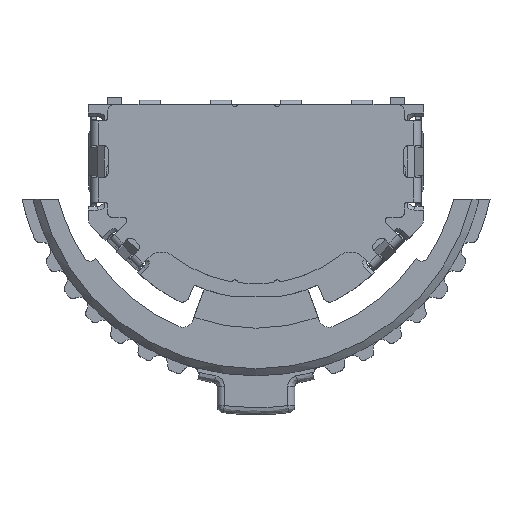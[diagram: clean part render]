
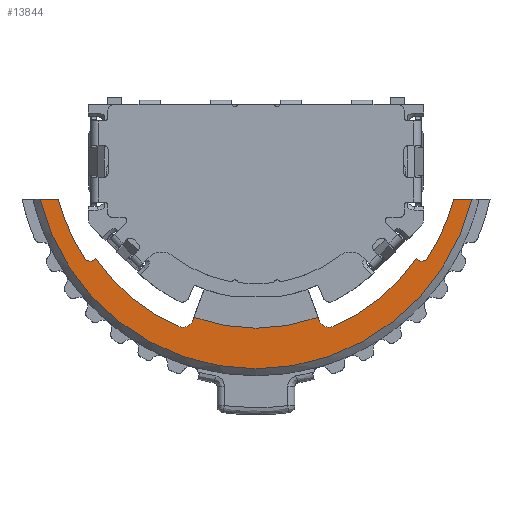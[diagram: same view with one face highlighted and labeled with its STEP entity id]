
A CAD part, top view. The second image highlights one B-rep face of the part: STEP entity #13844.
In plain terms, the highlighted planar face has unit normal (0, 0, 1).
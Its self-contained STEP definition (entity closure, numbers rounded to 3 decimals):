
#87 = CARTESIAN_POINT ( 'NONE',  ( -8.049, -1.262, -4.851 ) ) ;
#753 = ORIENTED_EDGE ( 'NONE', *, *, #19573, .T. ) ;
#780 = PLANE ( 'NONE',  #20513 ) ;
#1296 = CARTESIAN_POINT ( 'NONE',  ( 0., 0.712, -4.851 ) ) ;
#1324 = DIRECTION ( 'NONE',  ( 0., 1., 0. ) ) ;
#1423 = VERTEX_POINT ( 'NONE', #17854 ) ;
#1505 = EDGE_CURVE ( 'NONE', #16649, #24090, #17278, .T. ) ;
#1528 = VERTEX_POINT ( 'NONE', #4325 ) ;
#2427 = VERTEX_POINT ( 'NONE', #22504 ) ;
#2452 = EDGE_CURVE ( 'NONE', #4995, #6292, #15722, .T. ) ;
#3070 = EDGE_CURVE ( 'NONE', #10687, #19490, #13410, .T. ) ;
#3233 = DIRECTION ( 'NONE',  ( 0., 1., 0. ) ) ;
#3406 = ORIENTED_EDGE ( 'NONE', *, *, #4167, .F. ) ;
#3423 = CARTESIAN_POINT ( 'NONE',  ( 2.886, -5.997, -4.851 ) ) ;
#3489 = CARTESIAN_POINT ( 'NONE',  ( 5.982, -3.477, -4.851 ) ) ;
#3695 = ORIENTED_EDGE ( 'NONE', *, *, #22933, .T. ) ;
#4167 = EDGE_CURVE ( 'NONE', #10687, #5668, #22096, .T. ) ;
#4241 = CIRCLE ( 'NONE', #8719, 0.395 ) ;
#4325 = CARTESIAN_POINT ( 'NONE',  ( -8.051, -1.262, -4.851 ) ) ;
#4363 = CIRCLE ( 'NONE', #19461, 0.263 ) ;
#4510 = CARTESIAN_POINT ( 'NONE',  ( -6.404, -3.44, -4.851 ) ) ;
#4565 = CARTESIAN_POINT ( 'NONE',  ( -7.372, -1.262, -4.851 ) ) ;
#4722 = DIRECTION ( 'NONE',  ( 0., 0., 1. ) ) ;
#4820 = VECTOR ( 'NONE', #19532, 1000. ) ;
#4840 = CARTESIAN_POINT ( 'NONE',  ( 8.148, -1.262, -4.851 ) ) ;
#4995 = VERTEX_POINT ( 'NONE', #22207 ) ;
#5153 = ORIENTED_EDGE ( 'NONE', *, *, #9307, .F. ) ;
#5668 = VERTEX_POINT ( 'NONE', #27295 ) ;
#6292 = VERTEX_POINT ( 'NONE', #20285 ) ;
#6444 = VECTOR ( 'NONE', #10884, 1000. ) ;
#6527 = DIRECTION ( 'NONE',  ( -1., 0., 0. ) ) ;
#6548 = VECTOR ( 'NONE', #9419, 1000. ) ;
#6648 = VERTEX_POINT ( 'NONE', #3423 ) ;
#6649 = LINE ( 'NONE', #87, #7180 ) ;
#6676 = CARTESIAN_POINT ( 'NONE',  ( -6.007, -3.495, -4.851 ) ) ;
#7088 = CARTESIAN_POINT ( 'NONE',  ( -6.183, -3.296, -4.851 ) ) ;
#7105 = CARTESIAN_POINT ( 'NONE',  ( 0., 0.712, -4.851 ) ) ;
#7180 = VECTOR ( 'NONE', #6527, 1000. ) ;
#7391 = DIRECTION ( 'NONE',  ( 0., 1., 0. ) ) ;
#7455 = CARTESIAN_POINT ( 'NONE',  ( 2.73, -5.634, -4.851 ) ) ;
#7771 = CARTESIAN_POINT ( 'NONE',  ( -6.032, -3.512, -4.851 ) ) ;
#7908 = CARTESIAN_POINT ( 'NONE',  ( -2.73, -5.634, -4.851 ) ) ;
#8719 = AXIS2_PLACEMENT_3D ( 'NONE', #7455, #15769, #15900 ) ;
#8843 = LINE ( 'NONE', #19396, #4820 ) ;
#8907 = ORIENTED_EDGE ( 'NONE', *, *, #27369, .F. ) ;
#9307 = EDGE_CURVE ( 'NONE', #16649, #10099, #23829, .T. ) ;
#9419 = DIRECTION ( 'NONE',  ( -0.819, 0.574, 0. ) ) ;
#9717 = AXIS2_PLACEMENT_3D ( 'NONE', #25909, #27308, #15327 ) ;
#9785 = ORIENTED_EDGE ( 'NONE', *, *, #3070, .T. ) ;
#10089 = CIRCLE ( 'NONE', #10529, 7.632 ) ;
#10099 = VERTEX_POINT ( 'NONE', #17618 ) ;
#10259 = ORIENTED_EDGE ( 'NONE', *, *, #15159, .F. ) ;
#10529 = AXIS2_PLACEMENT_3D ( 'NONE', #19641, #17591, #24627 ) ;
#10687 = VERTEX_POINT ( 'NONE', #17952 ) ;
#10884 = DIRECTION ( 'NONE',  ( -0.819, -0.574, 0. ) ) ;
#11016 = EDGE_CURVE ( 'NONE', #26996, #24090, #4363, .T. ) ;
#11423 = CARTESIAN_POINT ( 'NONE',  ( -5.982, -3.477, -4.851 ) ) ;
#12198 = DIRECTION ( 'NONE',  ( 0., 1., 0. ) ) ;
#12392 = CARTESIAN_POINT ( 'NONE',  ( -2.147, -5.187, -4.851 ) ) ;
#12412 = CIRCLE ( 'NONE', #15486, 7.303 ) ;
#12591 = AXIS2_PLACEMENT_3D ( 'NONE', #1296, #26373, #12198 ) ;
#13045 = DIRECTION ( 'NONE',  ( 0., -1., 0. ) ) ;
#13211 = DIRECTION ( 'NONE',  ( 0., 1., 0. ) ) ;
#13363 = AXIS2_PLACEMENT_3D ( 'NONE', #7908, #22355, #1324 ) ;
#13410 = LINE ( 'NONE', #17894, #6548 ) ;
#13645 = CARTESIAN_POINT ( 'NONE',  ( 8.049, -1.262, -4.851 ) ) ;
#13844 = ADVANCED_FACE ( 'NONE', ( #23618 ), #780, .F. ) ;
#13870 = CARTESIAN_POINT ( 'NONE',  ( 0., 0.712, -4.851 ) ) ;
#14014 = EDGE_LOOP ( 'NONE', ( #25138, #3406, #9785, #15061, #10259, #22930, #23089, #3695, #24499, #5153, #21782, #18987, #8907, #753, #25930, #14324 ) ) ;
#14324 = ORIENTED_EDGE ( 'NONE', *, *, #2452, .T. ) ;
#15061 = ORIENTED_EDGE ( 'NONE', *, *, #17381, .F. ) ;
#15102 = DIRECTION ( 'NONE',  ( 0., 1., 0. ) ) ;
#15159 = EDGE_CURVE ( 'NONE', #15218, #6648, #4241, .T. ) ;
#15218 = VERTEX_POINT ( 'NONE', #22583 ) ;
#15327 = DIRECTION ( 'NONE',  ( 0., 1., 0. ) ) ;
#15486 = AXIS2_PLACEMENT_3D ( 'NONE', #13870, #15819, #20005 ) ;
#15585 = VECTOR ( 'NONE', #23222, 1000. ) ;
#15722 = LINE ( 'NONE', #13645, #27309 ) ;
#15769 = DIRECTION ( 'NONE',  ( 0., 0., 1. ) ) ;
#15819 = DIRECTION ( 'NONE',  ( 0., 0., 1. ) ) ;
#15900 = DIRECTION ( 'NONE',  ( 0., 1., 0. ) ) ;
#16075 = VERTEX_POINT ( 'NONE', #20773 ) ;
#16649 = VERTEX_POINT ( 'NONE', #11423 ) ;
#17053 = EDGE_CURVE ( 'NONE', #15218, #1423, #8843, .T. ) ;
#17278 = LINE ( 'NONE', #6676, #6444 ) ;
#17381 = EDGE_CURVE ( 'NONE', #6648, #19490, #12412, .T. ) ;
#17389 = DIRECTION ( 'NONE',  ( 0., 0., -1. ) ) ;
#17415 = CIRCLE ( 'NONE', #26274, 6.776 ) ;
#17520 = CIRCLE ( 'NONE', #25463, 8.289 ) ;
#17591 = DIRECTION ( 'NONE',  ( 0., 0., 1. ) ) ;
#17618 = CARTESIAN_POINT ( 'NONE',  ( -2.886, -5.997, -4.851 ) ) ;
#17850 = DIRECTION ( 'NONE',  ( -1., 0., 0. ) ) ;
#17854 = CARTESIAN_POINT ( 'NONE',  ( 2.318, -5.656, -4.851 ) ) ;
#17894 = CARTESIAN_POINT ( 'NONE',  ( 6.007, -3.495, -4.851 ) ) ;
#17952 = CARTESIAN_POINT ( 'NONE',  ( 6.032, -3.512, -4.851 ) ) ;
#18987 = ORIENTED_EDGE ( 'NONE', *, *, #11016, .F. ) ;
#19396 = CARTESIAN_POINT ( 'NONE',  ( 2.147, -5.187, -4.851 ) ) ;
#19461 = AXIS2_PLACEMENT_3D ( 'NONE', #7088, #4722, #13211 ) ;
#19490 = VERTEX_POINT ( 'NONE', #3489 ) ;
#19532 = DIRECTION ( 'NONE',  ( -0.342, 0.94, 0. ) ) ;
#19573 = EDGE_CURVE ( 'NONE', #22050, #1528, #6649, .T. ) ;
#19641 = CARTESIAN_POINT ( 'NONE',  ( 0., 0.712, -4.851 ) ) ;
#20005 = DIRECTION ( 'NONE',  ( 0., 1., 0. ) ) ;
#20285 = CARTESIAN_POINT ( 'NONE',  ( 7.372, -1.262, -4.851 ) ) ;
#20513 = AXIS2_PLACEMENT_3D ( 'NONE', #4840, #17389, #13045 ) ;
#20638 = EDGE_CURVE ( 'NONE', #1528, #4995, #17520, .T. ) ;
#20710 = AXIS2_PLACEMENT_3D ( 'NONE', #22277, #26460, #3233 ) ;
#20773 = CARTESIAN_POINT ( 'NONE',  ( -2.318, -5.656, -4.851 ) ) ;
#20994 = CIRCLE ( 'NONE', #12591, 7.632 ) ;
#21360 = CARTESIAN_POINT ( 'NONE',  ( 0., 0.712, -4.851 ) ) ;
#21492 = DIRECTION ( 'NONE',  ( 0., 0., 1. ) ) ;
#21782 = ORIENTED_EDGE ( 'NONE', *, *, #1505, .T. ) ;
#21788 = CIRCLE ( 'NONE', #13363, 0.395 ) ;
#22050 = VERTEX_POINT ( 'NONE', #4565 ) ;
#22096 = CIRCLE ( 'NONE', #9717, 0.263 ) ;
#22113 = DIRECTION ( 'NONE',  ( 0., 0., 1. ) ) ;
#22207 = CARTESIAN_POINT ( 'NONE',  ( 8.051, -1.262, -4.851 ) ) ;
#22277 = CARTESIAN_POINT ( 'NONE',  ( 0., 0.712, -4.851 ) ) ;
#22354 = EDGE_CURVE ( 'NONE', #16075, #1423, #17415, .T. ) ;
#22355 = DIRECTION ( 'NONE',  ( 0., 0., 1. ) ) ;
#22504 = CARTESIAN_POINT ( 'NONE',  ( -2.359, -5.769, -4.851 ) ) ;
#22583 = CARTESIAN_POINT ( 'NONE',  ( 2.359, -5.769, -4.851 ) ) ;
#22930 = ORIENTED_EDGE ( 'NONE', *, *, #17053, .T. ) ;
#22933 = EDGE_CURVE ( 'NONE', #16075, #2427, #25174, .T. ) ;
#23016 = EDGE_CURVE ( 'NONE', #10099, #2427, #21788, .T. ) ;
#23089 = ORIENTED_EDGE ( 'NONE', *, *, #22354, .F. ) ;
#23222 = DIRECTION ( 'NONE',  ( -0.342, -0.94, 0. ) ) ;
#23618 = FACE_OUTER_BOUND ( 'NONE', #14014, .T. ) ;
#23829 = CIRCLE ( 'NONE', #20710, 7.303 ) ;
#24090 = VERTEX_POINT ( 'NONE', #7771 ) ;
#24384 = EDGE_CURVE ( 'NONE', #5668, #6292, #20994, .T. ) ;
#24499 = ORIENTED_EDGE ( 'NONE', *, *, #23016, .F. ) ;
#24627 = DIRECTION ( 'NONE',  ( 0., 1., 0. ) ) ;
#25138 = ORIENTED_EDGE ( 'NONE', *, *, #24384, .F. ) ;
#25174 = LINE ( 'NONE', #12392, #15585 ) ;
#25463 = AXIS2_PLACEMENT_3D ( 'NONE', #7105, #22113, #7391 ) ;
#25909 = CARTESIAN_POINT ( 'NONE',  ( 6.183, -3.296, -4.851 ) ) ;
#25930 = ORIENTED_EDGE ( 'NONE', *, *, #20638, .T. ) ;
#26274 = AXIS2_PLACEMENT_3D ( 'NONE', #21360, #21492, #15102 ) ;
#26373 = DIRECTION ( 'NONE',  ( 0., 0., 1. ) ) ;
#26460 = DIRECTION ( 'NONE',  ( 0., 0., 1. ) ) ;
#26996 = VERTEX_POINT ( 'NONE', #4510 ) ;
#27295 = CARTESIAN_POINT ( 'NONE',  ( 6.404, -3.44, -4.851 ) ) ;
#27308 = DIRECTION ( 'NONE',  ( 0., 0., 1. ) ) ;
#27309 = VECTOR ( 'NONE', #17850, 1000. ) ;
#27369 = EDGE_CURVE ( 'NONE', #22050, #26996, #10089, .T. ) ;
